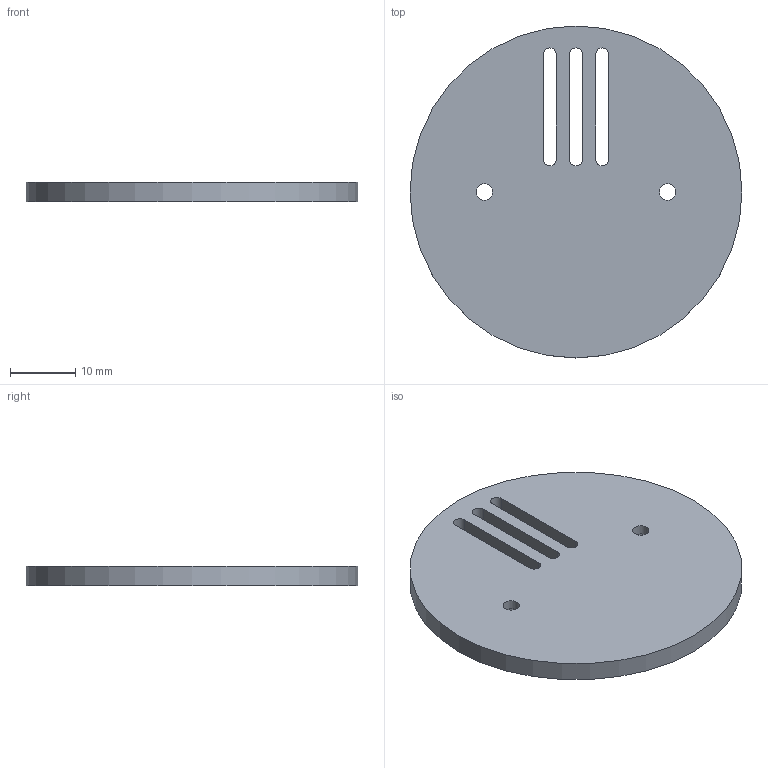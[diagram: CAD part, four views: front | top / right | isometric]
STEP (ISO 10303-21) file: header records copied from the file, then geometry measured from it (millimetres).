
FILE_DESCRIPTION(('STEP AP242'), '1');
FILE_NAME('ChargerCap', '', ('UNSPECIFIED'), ('UNSPECIFIED'), 'C3D Converter', 'C3D Toolkit', '');
FILE_SCHEMA(('AP242_MANAGED_MODEL_BASED_3D_ENGINEERING_MIM_LF { 1 0 10303 442 1 1 4 }'));
Length unit declared in the file: millimetre
Bounding box: 50.7 x 50.7 x 3 mm (x, y, z)
Volume: 5686.1 mm3; surface area: 4668.8 mm2
Topology: 1 solids, 1 shells, 19 faces, 49 edges, 32 vertices
Faces by surface type: cylinder 9, plane 8, cone 2
Full cylindrical faces by diameter (mm): 2.5 x2, 50.7 x1
Entity records: 622 total; most frequent: DIRECTION 104, CARTESIAN_POINT 96, ORIENTED_EDGE 88, EDGE_CURVE 44, AXIS2_PLACEMENT_3D 40, EDGE_LOOP 34, VERTEX_POINT 32, FACE_BOUND 24
